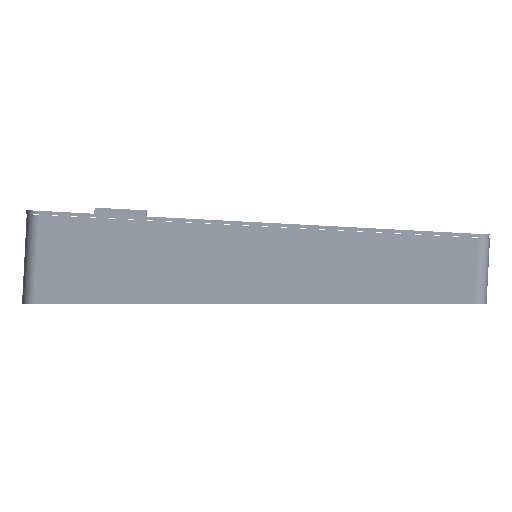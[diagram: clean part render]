
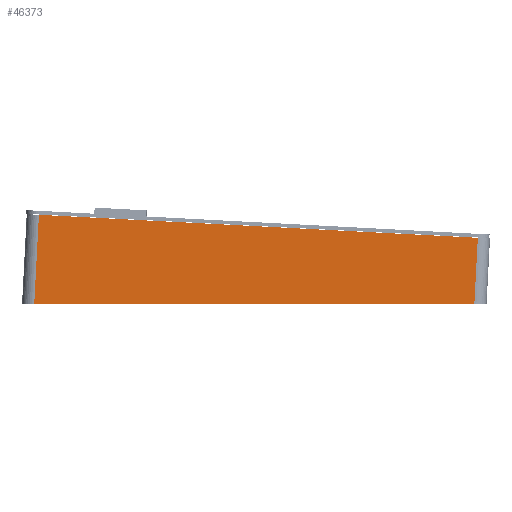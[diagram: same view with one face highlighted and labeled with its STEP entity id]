
A CAD part, left-side view. The second image highlights one B-rep face of the part: STEP entity #46373.
In plain terms, the highlighted planar face has unit normal (-1, 0, 0).
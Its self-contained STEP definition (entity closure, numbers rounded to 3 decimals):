
#1857=PLANE('',#48736);
#3484=FACE_OUTER_BOUND('',#5774,.T.);
#5774=EDGE_LOOP('',(#32430,#32431,#32432,#32433));
#9255=LINE('',#64195,#14659);
#9262=LINE('',#64218,#14666);
#9275=LINE('',#64259,#14679);
#9280=LINE('',#64276,#14684);
#14659=VECTOR('',#52074,10.);
#14666=VECTOR('',#52093,10.);
#14679=VECTOR('',#52132,10.);
#14684=VECTOR('',#52149,10.);
#21163=VERTEX_POINT('',#64192);
#21164=VERTEX_POINT('',#64194);
#21174=VERTEX_POINT('',#64216);
#21189=VERTEX_POINT('',#64258);
#25645=EDGE_CURVE('',#21163,#21164,#9255,.T.);
#25657=EDGE_CURVE('',#21174,#21163,#9262,.T.);
#25677=EDGE_CURVE('',#21164,#21189,#9275,.T.);
#25687=EDGE_CURVE('',#21189,#21174,#9280,.T.);
#32430=ORIENTED_EDGE('',*,*,#25645,.F.);
#32431=ORIENTED_EDGE('',*,*,#25657,.F.);
#32432=ORIENTED_EDGE('',*,*,#25687,.F.);
#32433=ORIENTED_EDGE('',*,*,#25677,.F.);
#46373=ADVANCED_FACE('',(#3484),#1857,.T.);
#48736=AXIS2_PLACEMENT_3D('',#64277,#52150,#52151);
#52074=DIRECTION('',(0.,0.052,-0.999));
#52093=DIRECTION('',(0.,-0.999,-0.052));
#52132=DIRECTION('',(0.,1.,0.));
#52149=DIRECTION('',(0.,-0.052,0.999));
#52150=DIRECTION('center_axis',(-1.,0.,0.));
#52151=DIRECTION('ref_axis',(0.,-0.999,-0.052));
#64192=CARTESIAN_POINT('',(-309.5,7.947,27.44));
#64194=CARTESIAN_POINT('',(-309.5,9.373,0.227));
#64195=CARTESIAN_POINT('',(-309.5,9.36,0.477));
#64216=CARTESIAN_POINT('',(-309.5,187.7,36.86));
#64218=CARTESIAN_POINT('',(-309.5,192.693,37.122));
#64258=CARTESIAN_POINT('',(-309.5,189.622,0.186));
#64259=CARTESIAN_POINT('',(-309.5,4.601,0.228));
#64276=CARTESIAN_POINT('',(-309.5,189.113,9.897));
#64277=CARTESIAN_POINT('Origin',(-309.5,194.106,10.159));
